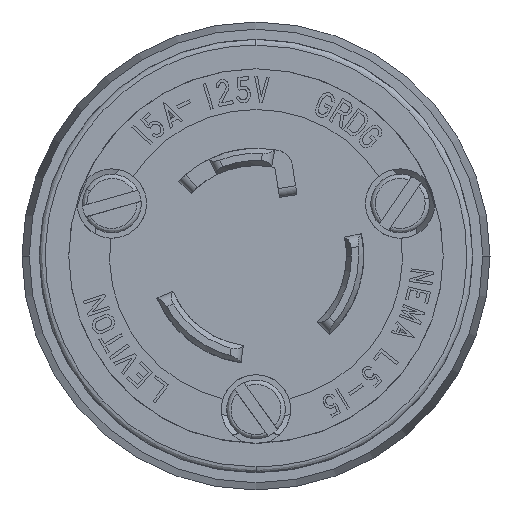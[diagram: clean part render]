
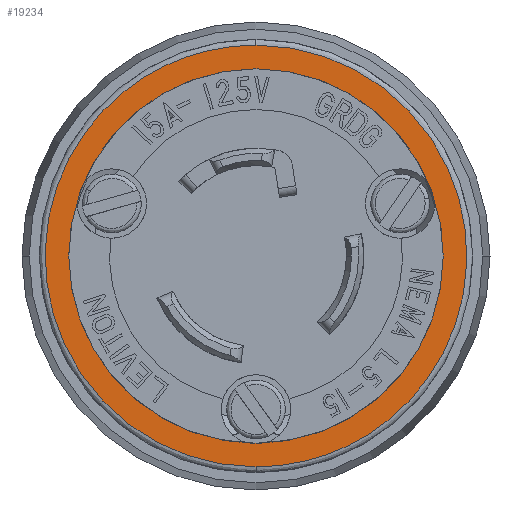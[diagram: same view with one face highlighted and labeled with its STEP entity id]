
A CAD part, left-side view. The second image highlights one B-rep face of the part: STEP entity #19234.
In plain terms, the highlighted planar face has unit normal (-1, 0, 0).
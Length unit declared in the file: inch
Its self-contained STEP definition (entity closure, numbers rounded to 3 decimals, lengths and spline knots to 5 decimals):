
#949 = EDGE_CURVE ( 'NONE', #19054, #18672, #3947, .T. ) ;
#1369 = VERTEX_POINT ( 'NONE', #17637 ) ;
#1581 = CARTESIAN_POINT ( 'NONE',  ( 0., 0., -0.73 ) ) ;
#3947 = CIRCLE ( 'NONE', #8877, 0.648 ) ;
#3992 = EDGE_CURVE ( 'NONE', #18672, #19054, #12355, .T. ) ;
#6239 = CARTESIAN_POINT ( 'NONE',  ( 0., 0., 0. ) ) ;
#6612 = FACE_BOUND ( 'NONE', #20159, .T. ) ;
#7010 = VERTEX_POINT ( 'NONE', #24331 ) ;
#7704 =( BOUNDED_CURVE ( )  B_SPLINE_CURVE ( 3, ( #9447, #11270, #23305, #17614 ),
 .UNSPECIFIED., .F., .T. ) 
 B_SPLINE_CURVE_WITH_KNOTS ( ( 4, 4 ),
 ( 0., 1. ),
 .UNSPECIFIED. ) 
 CURVE ( )  GEOMETRIC_REPRESENTATION_ITEM ( )  RATIONAL_B_SPLINE_CURVE ( ( 1., 0.333, 0.333, 1. ) ) 
 REPRESENTATION_ITEM ( '' )  );
#8297 = DIRECTION ( 'NONE',  ( -1., 0., 0. ) ) ;
#8784 = EDGE_CURVE ( 'NONE', #1369, #7010, #17625, .T. ) ;
#8877 = AXIS2_PLACEMENT_3D ( 'NONE', #23237, #17421, #15471 ) ;
#9447 = CARTESIAN_POINT ( 'NONE',  ( 0., 0., -0.73 ) ) ;
#9479 = AXIS2_PLACEMENT_3D ( 'NONE', #24532, #14828, #25045 ) ;
#9524 = ORIENTED_EDGE ( 'NONE', *, *, #8784, .F. ) ;
#10929 = CARTESIAN_POINT ( 'NONE',  ( 0., -0.648, 0. ) ) ;
#11270 = CARTESIAN_POINT ( 'NONE',  ( 0., 1.46, -0.73 ) ) ;
#11672 = CARTESIAN_POINT ( 'NONE',  ( 0., -1.46, -0.73 ) ) ;
#12355 = CIRCLE ( 'NONE', #9479, 0.648 ) ;
#13154 = ORIENTED_EDGE ( 'NONE', *, *, #949, .T. ) ;
#13302 = EDGE_LOOP ( 'NONE', ( #20670, #9524 ) ) ;
#13870 = CARTESIAN_POINT ( 'NONE',  ( 0., 0.648, 0. ) ) ;
#14515 = FACE_OUTER_BOUND ( 'NONE', #13302, .T. ) ;
#14828 = DIRECTION ( 'NONE',  ( 1., 0., 0. ) ) ;
#15266 = EDGE_CURVE ( 'NONE', #7010, #1369, #7704, .T. ) ;
#15307 = CARTESIAN_POINT ( 'NONE',  ( 0., 0., 0.73 ) ) ;
#15471 = DIRECTION ( 'NONE',  ( 0., -1., 0. ) ) ;
#15552 = CARTESIAN_POINT ( 'NONE',  ( 0., -1.46, 0.73 ) ) ;
#17421 = DIRECTION ( 'NONE',  ( 1., 0., 0. ) ) ;
#17614 = CARTESIAN_POINT ( 'NONE',  ( 0., 0., 0.73 ) ) ;
#17625 =( BOUNDED_CURVE ( )  B_SPLINE_CURVE ( 3, ( #15307, #15552, #11672, #1581 ),
 .UNSPECIFIED., .F., .F. ) 
 B_SPLINE_CURVE_WITH_KNOTS ( ( 4, 4 ),
 ( 0., 1. ),
 .UNSPECIFIED. ) 
 CURVE ( )  GEOMETRIC_REPRESENTATION_ITEM ( )  RATIONAL_B_SPLINE_CURVE ( ( 1., 0.333, 0.333, 1. ) ) 
 REPRESENTATION_ITEM ( '' )  );
#17637 = CARTESIAN_POINT ( 'NONE',  ( 0., 0., 0.73 ) ) ;
#18672 = VERTEX_POINT ( 'NONE', #10929 ) ;
#19054 = VERTEX_POINT ( 'NONE', #13870 ) ;
#19234 = ADVANCED_FACE ( 'NONE', ( #6612, #14515 ), #22412, .T. ) ;
#20159 = EDGE_LOOP ( 'NONE', ( #22867, #13154 ) ) ;
#20460 = DIRECTION ( 'NONE',  ( 0., 0., -1. ) ) ;
#20647 = AXIS2_PLACEMENT_3D ( 'NONE', #6239, #8297, #20460 ) ;
#20670 = ORIENTED_EDGE ( 'NONE', *, *, #15266, .F. ) ;
#22412 = PLANE ( 'NONE',  #20647 ) ;
#22867 = ORIENTED_EDGE ( 'NONE', *, *, #3992, .T. ) ;
#23237 = CARTESIAN_POINT ( 'NONE',  ( 0., 0., 0. ) ) ;
#23305 = CARTESIAN_POINT ( 'NONE',  ( 0., 1.46, 0.73 ) ) ;
#24331 = CARTESIAN_POINT ( 'NONE',  ( 0., 0., -0.73 ) ) ;
#24532 = CARTESIAN_POINT ( 'NONE',  ( 0., 0., 0. ) ) ;
#25045 = DIRECTION ( 'NONE',  ( 0., -1., 0. ) ) ;
